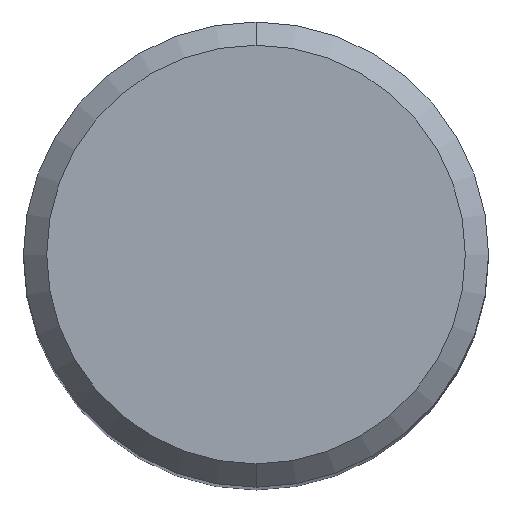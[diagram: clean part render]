
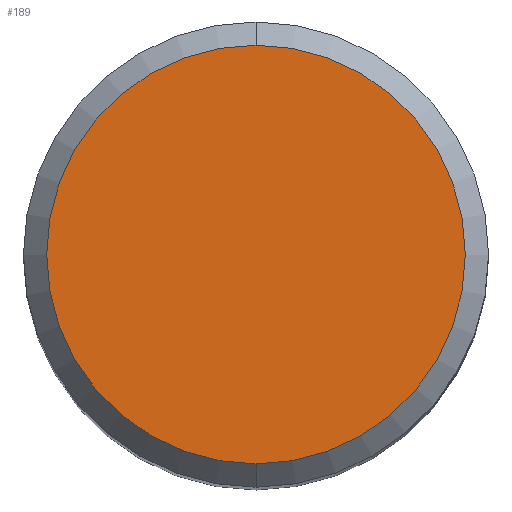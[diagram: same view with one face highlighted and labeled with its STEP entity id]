
A CAD part, top view. The second image highlights one B-rep face of the part: STEP entity #189.
In plain terms, the highlighted planar face has unit normal (0, 0, 1).
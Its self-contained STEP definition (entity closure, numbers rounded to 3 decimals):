
#101=EDGE_CURVE('',#219,#215,#252,.T.);
#189=ADVANCED_FACE('',(#351),#352,.T.);
#215=VERTEX_POINT('',#382);
#219=VERTEX_POINT('',#387);
#225=EDGE_CURVE('',#215,#219,#393,.T.);
#252=CIRCLE('',#415,5.4);
#351=FACE_OUTER_BOUND('',#546,.T.);
#352=PLANE('',#547);
#382=CARTESIAN_POINT('',(0.,-5.4,0.0));
#387=CARTESIAN_POINT('',(0.0,5.4,0.0));
#393=CIRCLE('',#595,5.4);
#415=AXIS2_PLACEMENT_3D('',#602,#603,#604);
#546=EDGE_LOOP('',(#733,#734));
#547=AXIS2_PLACEMENT_3D('',#735,#736,#737);
#595=AXIS2_PLACEMENT_3D('',#790,#791,#792);
#602=CARTESIAN_POINT('',(0.0,0.0,0.0));
#603=DIRECTION('',(0.0,0.0,-1.0));
#604=DIRECTION('',(0.0,1.0,0.0));
#733=ORIENTED_EDGE('',*,*,#101,.F.);
#734=ORIENTED_EDGE('',*,*,#225,.F.);
#735=CARTESIAN_POINT('',(0.0,2.7,0.0));
#736=DIRECTION('',(-0.0,0.0,1.0));
#737=DIRECTION('',(0.0,-1.0,0.0));
#790=CARTESIAN_POINT('',(0.0,0.0,0.0));
#791=DIRECTION('',(0.0,0.0,-1.0));
#792=DIRECTION('',(0.0,1.0,0.0));
